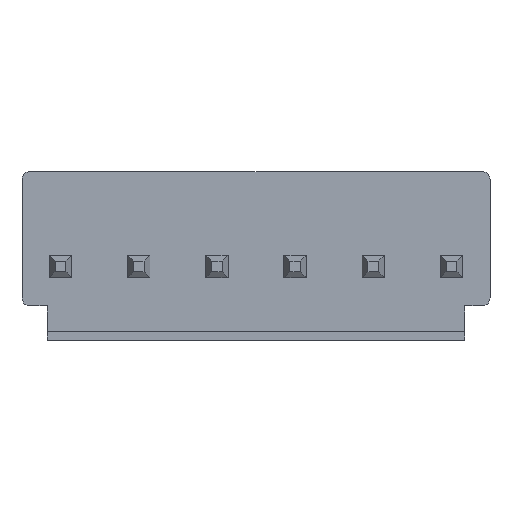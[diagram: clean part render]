
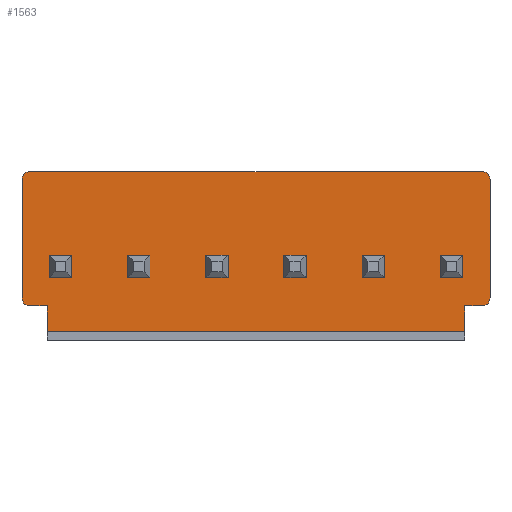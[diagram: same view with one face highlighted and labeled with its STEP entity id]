
A CAD part, front view. The second image highlights one B-rep face of the part: STEP entity #1563.
In plain terms, the highlighted planar face has unit normal (0, -1, 0).
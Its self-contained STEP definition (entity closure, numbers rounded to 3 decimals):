
#28=PLANE('',#1689);
#129=FACE_OUTER_BOUND('',#233,.T.);
#233=EDGE_LOOP('',(#1125,#1126,#1127,#1128,#1129,#1130,#1131,#1132,#1133,
#1134,#1135,#1136));
#337=LINE('',#2247,#549);
#340=LINE('',#2253,#552);
#341=LINE('',#2255,#553);
#342=LINE('',#2257,#554);
#343=LINE('',#2259,#555);
#344=LINE('',#2261,#556);
#345=LINE('',#2265,#557);
#346=LINE('',#2269,#558);
#549=VECTOR('',#1809,10.);
#552=VECTOR('',#1814,10.);
#553=VECTOR('',#1815,10.);
#554=VECTOR('',#1816,10.);
#555=VECTOR('',#1817,10.);
#556=VECTOR('',#1818,10.);
#557=VECTOR('',#1821,10.);
#558=VECTOR('',#1824,10.);
#760=CIRCLE('',#1687,0.4);
#761=CIRCLE('',#1690,0.4);
#762=CIRCLE('',#1691,0.4);
#763=CIRCLE('',#1692,0.4);
#769=VERTEX_POINT('',#2240);
#770=VERTEX_POINT('',#2242);
#771=VERTEX_POINT('',#2246);
#773=VERTEX_POINT('',#2252);
#774=VERTEX_POINT('',#2254);
#775=VERTEX_POINT('',#2256);
#776=VERTEX_POINT('',#2258);
#777=VERTEX_POINT('',#2260);
#778=VERTEX_POINT('',#2262);
#779=VERTEX_POINT('',#2264);
#780=VERTEX_POINT('',#2266);
#781=VERTEX_POINT('',#2268);
#899=EDGE_CURVE('',#769,#770,#760,.T.);
#901=EDGE_CURVE('',#771,#770,#337,.T.);
#904=EDGE_CURVE('',#769,#773,#340,.T.);
#905=EDGE_CURVE('',#774,#773,#341,.T.);
#906=EDGE_CURVE('',#774,#775,#342,.T.);
#907=EDGE_CURVE('',#776,#775,#343,.T.);
#908=EDGE_CURVE('',#776,#777,#344,.T.);
#909=EDGE_CURVE('',#778,#777,#761,.T.);
#910=EDGE_CURVE('',#778,#779,#345,.T.);
#911=EDGE_CURVE('',#780,#779,#762,.T.);
#912=EDGE_CURVE('',#780,#781,#346,.T.);
#913=EDGE_CURVE('',#771,#781,#763,.T.);
#1125=ORIENTED_EDGE('',*,*,#899,.F.);
#1126=ORIENTED_EDGE('',*,*,#904,.T.);
#1127=ORIENTED_EDGE('',*,*,#905,.F.);
#1128=ORIENTED_EDGE('',*,*,#906,.T.);
#1129=ORIENTED_EDGE('',*,*,#907,.F.);
#1130=ORIENTED_EDGE('',*,*,#908,.T.);
#1131=ORIENTED_EDGE('',*,*,#909,.F.);
#1132=ORIENTED_EDGE('',*,*,#910,.T.);
#1133=ORIENTED_EDGE('',*,*,#911,.F.);
#1134=ORIENTED_EDGE('',*,*,#912,.T.);
#1135=ORIENTED_EDGE('',*,*,#913,.F.);
#1136=ORIENTED_EDGE('',*,*,#901,.T.);
#1563=ADVANCED_FACE('',(#129),#28,.F.);
#1687=AXIS2_PLACEMENT_3D('',#2243,#1804,#1805);
#1689=AXIS2_PLACEMENT_3D('',#2251,#1812,#1813);
#1690=AXIS2_PLACEMENT_3D('',#2263,#1819,#1820);
#1691=AXIS2_PLACEMENT_3D('',#2267,#1822,#1823);
#1692=AXIS2_PLACEMENT_3D('',#2270,#1825,#1826);
#1804=DIRECTION('center_axis',(0.,1.,0.));
#1805=DIRECTION('ref_axis',(-0.707,0.,-0.707));
#1809=DIRECTION('',(0.,0.,-1.));
#1812=DIRECTION('center_axis',(0.,1.,0.));
#1813=DIRECTION('ref_axis',(1.,0.,0.));
#1814=DIRECTION('',(1.,0.,0.));
#1815=DIRECTION('',(0.,0.,1.));
#1816=DIRECTION('',(1.,0.,0.));
#1817=DIRECTION('',(0.,0.,-1.));
#1818=DIRECTION('',(1.,0.,0.));
#1819=DIRECTION('center_axis',(0.,1.,0.));
#1820=DIRECTION('ref_axis',(0.707,0.,-0.707));
#1821=DIRECTION('',(0.,0.,1.));
#1822=DIRECTION('center_axis',(0.,1.,0.));
#1823=DIRECTION('ref_axis',(0.707,0.,0.707));
#1824=DIRECTION('',(-1.,0.,0.));
#1825=DIRECTION('center_axis',(0.,1.,0.));
#1826=DIRECTION('ref_axis',(-0.707,0.,0.707));
#2240=CARTESIAN_POINT('',(-11.45,0.,-3.4));
#2242=CARTESIAN_POINT('',(-11.85,0.,-3.));
#2243=CARTESIAN_POINT('Origin',(-11.45,0.,-3.));
#2246=CARTESIAN_POINT('',(-11.85,0.,3.));
#2247=CARTESIAN_POINT('',(-11.85,0.,3.4));
#2251=CARTESIAN_POINT('Origin',(0.,0.,0.));
#2252=CARTESIAN_POINT('',(-10.58,0.,-3.4));
#2253=CARTESIAN_POINT('',(-11.85,0.,-3.4));
#2254=CARTESIAN_POINT('',(-10.58,0.,-4.7));
#2255=CARTESIAN_POINT('',(-10.58,0.,-3.4));
#2256=CARTESIAN_POINT('',(10.58,0.,-4.7));
#2257=CARTESIAN_POINT('',(0.,0.,-4.7));
#2258=CARTESIAN_POINT('',(10.58,0.,-3.4));
#2259=CARTESIAN_POINT('',(10.58,0.,-3.4));
#2260=CARTESIAN_POINT('',(11.45,0.,-3.4));
#2261=CARTESIAN_POINT('',(-11.85,0.,-3.4));
#2262=CARTESIAN_POINT('',(11.85,0.,-3.));
#2263=CARTESIAN_POINT('Origin',(11.45,0.,-3.));
#2264=CARTESIAN_POINT('',(11.85,0.,3.));
#2265=CARTESIAN_POINT('',(11.85,0.,-3.4));
#2266=CARTESIAN_POINT('',(11.45,0.,3.4));
#2267=CARTESIAN_POINT('Origin',(11.45,0.,3.));
#2268=CARTESIAN_POINT('',(-11.45,0.,3.4));
#2269=CARTESIAN_POINT('',(11.85,0.,3.4));
#2270=CARTESIAN_POINT('Origin',(-11.45,0.,3.));
